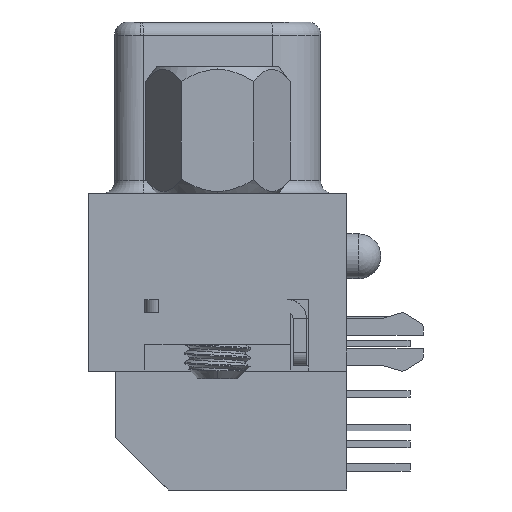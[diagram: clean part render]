
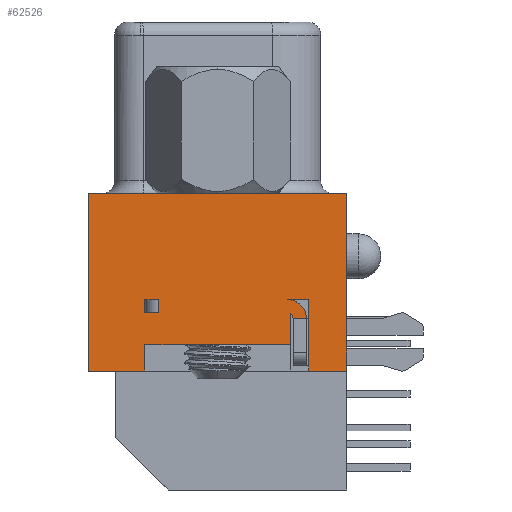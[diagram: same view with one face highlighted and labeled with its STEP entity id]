
A CAD part, left-side view. The second image highlights one B-rep face of the part: STEP entity #62526.
In plain terms, the highlighted planar face has unit normal (-1, 0, 0).
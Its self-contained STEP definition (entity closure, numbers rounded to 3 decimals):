
#130 = CARTESIAN_POINT ( 'NONE',  ( -18.75, 2.25, -10.5 ) ) ;
#874 = LINE ( 'NONE', #10823, #34978 ) ;
#1619 = VECTOR ( 'NONE', #42158, 1000. ) ;
#1752 = DIRECTION ( 'NONE',  ( 0., 0., -1. ) ) ;
#2038 = DIRECTION ( 'NONE',  ( 1., 0., 0. ) ) ;
#2348 = FACE_OUTER_BOUND ( 'NONE', #54230, .T. ) ;
#2968 = CARTESIAN_POINT ( 'NONE',  ( -18.75, 2.75, -12.2 ) ) ;
#3406 = CARTESIAN_POINT ( 'NONE',  ( -18.75, -2.85, -11.2 ) ) ;
#3575 = ORIENTED_EDGE ( 'NONE', *, *, #25935, .F. ) ;
#5065 = ORIENTED_EDGE ( 'NONE', *, *, #16954, .T. ) ;
#5515 = DIRECTION ( 'NONE',  ( 0., -1., 0. ) ) ;
#6301 = VERTEX_POINT ( 'NONE', #37452 ) ;
#6306 = VERTEX_POINT ( 'NONE', #58033 ) ;
#6393 = LINE ( 'NONE', #15710, #21641 ) ;
#6706 = LINE ( 'NONE', #30967, #44911 ) ;
#6863 = EDGE_LOOP ( 'NONE', ( #15234, #23669, #38152, #24844 ) ) ;
#7202 = EDGE_CURVE ( 'NONE', #42443, #39590, #53438, .T. ) ;
#8504 = CARTESIAN_POINT ( 'NONE',  ( -18.75, 2.25, -11. ) ) ;
#9102 = VERTEX_POINT ( 'NONE', #10945 ) ;
#9862 = DIRECTION ( 'NONE',  ( 0., -1., 0. ) ) ;
#10500 = DIRECTION ( 'NONE',  ( 0., 0., 1. ) ) ;
#10513 = LINE ( 'NONE', #50731, #18641 ) ;
#10823 = CARTESIAN_POINT ( 'NONE',  ( -18.75, 2.75, -11. ) ) ;
#10945 = CARTESIAN_POINT ( 'NONE',  ( -18.75, -3.45, -10.5 ) ) ;
#11256 = VERTEX_POINT ( 'NONE', #48280 ) ;
#12841 = VERTEX_POINT ( 'NONE', #31048 ) ;
#13836 = CARTESIAN_POINT ( 'NONE',  ( -18.75, -3.35, -11.2 ) ) ;
#14268 = VECTOR ( 'NONE', #48386, 1000. ) ;
#15234 = ORIENTED_EDGE ( 'NONE', *, *, #56860, .F. ) ;
#15584 = ORIENTED_EDGE ( 'NONE', *, *, #16554, .T. ) ;
#15710 = CARTESIAN_POINT ( 'NONE',  ( -18.75, -4.875, -6.5 ) ) ;
#16554 = EDGE_CURVE ( 'NONE', #29832, #6301, #31432, .T. ) ;
#16904 = CARTESIAN_POINT ( 'NONE',  ( -18.75, 2.75, -10.5 ) ) ;
#16953 = CARTESIAN_POINT ( 'NONE',  ( -18.75, -2.75, -11.027 ) ) ;
#16954 = EDGE_CURVE ( 'NONE', #27721, #22668, #49343, .T. ) ;
#17316 = DIRECTION ( 'NONE',  ( 0., 0., 1. ) ) ;
#17486 = EDGE_CURVE ( 'NONE', #36734, #43407, #51118, .T. ) ;
#17967 = EDGE_CURVE ( 'NONE', #11256, #29832, #10513, .T. ) ;
#18641 = VECTOR ( 'NONE', #5515, 1000. ) ;
#18726 = CARTESIAN_POINT ( 'NONE',  ( -18.75, -2.65, -11.2 ) ) ;
#19404 = DIRECTION ( 'NONE',  ( 0., -1., 0. ) ) ;
#21308 = ORIENTED_EDGE ( 'NONE', *, *, #24767, .T. ) ;
#21641 = VECTOR ( 'NONE', #45945, 1000. ) ;
#22668 = VERTEX_POINT ( 'NONE', #38559 ) ;
#22812 = CARTESIAN_POINT ( 'NONE',  ( -18.75, 2.75, -12.2 ) ) ;
#23151 = VERTEX_POINT ( 'NONE', #29501 ) ;
#23611 = DIRECTION ( 'NONE',  ( 0., 0., -1. ) ) ;
#23669 = ORIENTED_EDGE ( 'NONE', *, *, #37808, .F. ) ;
#23682 = ORIENTED_EDGE ( 'NONE', *, *, #34130, .F. ) ;
#23949 = CARTESIAN_POINT ( 'NONE',  ( -18.75, 2.75, -10.5 ) ) ;
#24207 = DIRECTION ( 'NONE',  ( 1., 0., 0. ) ) ;
#24459 = VERTEX_POINT ( 'NONE', #8504 ) ;
#24476 = EDGE_CURVE ( 'NONE', #9102, #42443, #27779, .T. ) ;
#24767 = EDGE_CURVE ( 'NONE', #9102, #11256, #6706, .T. ) ;
#24844 = ORIENTED_EDGE ( 'NONE', *, *, #55500, .F. ) ;
#25427 = ORIENTED_EDGE ( 'NONE', *, *, #24476, .F. ) ;
#25816 = AXIS2_PLACEMENT_3D ( 'NONE', #33545, #24207, #28233 ) ;
#25935 = EDGE_CURVE ( 'NONE', #27721, #12841, #52698, .T. ) ;
#26116 = DIRECTION ( 'NONE',  ( 0., 0., 1. ) ) ;
#26271 = VECTOR ( 'NONE', #23611, 1000. ) ;
#26385 = ORIENTED_EDGE ( 'NONE', *, *, #17967, .T. ) ;
#27548 = ORIENTED_EDGE ( 'NONE', *, *, #39206, .T. ) ;
#27721 = VERTEX_POINT ( 'NONE', #28024 ) ;
#27779 = LINE ( 'NONE', #48050, #14268 ) ;
#27932 = VERTEX_POINT ( 'NONE', #3406 ) ;
#28024 = CARTESIAN_POINT ( 'NONE',  ( -18.75, 4.875, -13.2 ) ) ;
#28233 = DIRECTION ( 'NONE',  ( 0., 0., 1. ) ) ;
#29080 = CARTESIAN_POINT ( 'NONE',  ( -18.75, -2.65, -10.5 ) ) ;
#29501 = CARTESIAN_POINT ( 'NONE',  ( -18.75, -2.75, -12.2 ) ) ;
#29832 = VERTEX_POINT ( 'NONE', #31544 ) ;
#30967 = CARTESIAN_POINT ( 'NONE',  ( -18.75, -3.45, -10.5 ) ) ;
#31048 = CARTESIAN_POINT ( 'NONE',  ( -18.75, 4.875, -6.5 ) ) ;
#31432 = LINE ( 'NONE', #55704, #55425 ) ;
#31544 = CARTESIAN_POINT ( 'NONE',  ( -18.75, -4.875, -13.2 ) ) ;
#31946 = FACE_BOUND ( 'NONE', #6863, .T. ) ;
#32647 = LINE ( 'NONE', #42297, #57749 ) ;
#33545 = CARTESIAN_POINT ( 'NONE',  ( -18.75, -2.65, -11.2 ) ) ;
#34034 = EDGE_CURVE ( 'NONE', #6301, #12841, #6393, .T. ) ;
#34107 = DIRECTION ( 'NONE',  ( 0., -1., 0. ) ) ;
#34130 = EDGE_CURVE ( 'NONE', #45248, #22668, #32647, .T. ) ;
#34351 = DIRECTION ( 'NONE',  ( 0., 0., 1. ) ) ;
#34978 = VECTOR ( 'NONE', #9862, 1000. ) ;
#35017 = VECTOR ( 'NONE', #57320, 1000. ) ;
#36079 = LINE ( 'NONE', #44755, #64560 ) ;
#36280 = DIRECTION ( 'NONE',  ( 0., 0., -1. ) ) ;
#36734 = VERTEX_POINT ( 'NONE', #130 ) ;
#36740 = LINE ( 'NONE', #41066, #35017 ) ;
#36933 = ORIENTED_EDGE ( 'NONE', *, *, #39752, .T. ) ;
#37066 = VECTOR ( 'NONE', #34107, 1000. ) ;
#37107 = DIRECTION ( 'NONE',  ( 0., 0., 1. ) ) ;
#37417 = CARTESIAN_POINT ( 'NONE',  ( -18.75, 2.75, -10.5 ) ) ;
#37452 = CARTESIAN_POINT ( 'NONE',  ( -18.75, -4.875, -6.5 ) ) ;
#37808 = EDGE_CURVE ( 'NONE', #43407, #6306, #63494, .T. ) ;
#38152 = ORIENTED_EDGE ( 'NONE', *, *, #17486, .F. ) ;
#38559 = CARTESIAN_POINT ( 'NONE',  ( -18.75, 2.75, -13.2 ) ) ;
#39099 = LINE ( 'NONE', #13836, #37066 ) ;
#39206 = EDGE_CURVE ( 'NONE', #55098, #27932, #63514, .T. ) ;
#39323 = DIRECTION ( 'NONE',  ( 1., 0., 0. ) ) ;
#39590 = VERTEX_POINT ( 'NONE', #46913 ) ;
#39752 = EDGE_CURVE ( 'NONE', #27932, #39590, #39099, .T. ) ;
#40919 = EDGE_CURVE ( 'NONE', #23151, #55098, #36740, .T. ) ;
#41066 = CARTESIAN_POINT ( 'NONE',  ( -18.75, -2.75, -12.2 ) ) ;
#41374 = ORIENTED_EDGE ( 'NONE', *, *, #52488, .T. ) ;
#41938 = CARTESIAN_POINT ( 'NONE',  ( -18.75, 2.75, -12.2 ) ) ;
#42158 = DIRECTION ( 'NONE',  ( 0., 1., 0. ) ) ;
#42297 = CARTESIAN_POINT ( 'NONE',  ( -18.75, 2.75, -10.5 ) ) ;
#42443 = VERTEX_POINT ( 'NONE', #29080 ) ;
#43229 = AXIS2_PLACEMENT_3D ( 'NONE', #41938, #2038, #17316 ) ;
#43407 = VERTEX_POINT ( 'NONE', #37417 ) ;
#44198 = VECTOR ( 'NONE', #37107, 1000. ) ;
#44381 = VECTOR ( 'NONE', #49381, 1000. ) ;
#44674 = CARTESIAN_POINT ( 'NONE',  ( -18.75, 43.625, -13.2 ) ) ;
#44755 = CARTESIAN_POINT ( 'NONE',  ( -18.75, 2.25, -11. ) ) ;
#44911 = VECTOR ( 'NONE', #36280, 1000. ) ;
#45248 = VERTEX_POINT ( 'NONE', #2968 ) ;
#45508 = ORIENTED_EDGE ( 'NONE', *, *, #34034, .T. ) ;
#45945 = DIRECTION ( 'NONE',  ( 0., 1., 0. ) ) ;
#46913 = CARTESIAN_POINT ( 'NONE',  ( -18.75, -3.35, -11.2 ) ) ;
#48050 = CARTESIAN_POINT ( 'NONE',  ( -18.75, 2.75, -10.5 ) ) ;
#48280 = CARTESIAN_POINT ( 'NONE',  ( -18.75, -3.45, -13.2 ) ) ;
#48386 = DIRECTION ( 'NONE',  ( 0., 1., 0. ) ) ;
#48727 = LINE ( 'NONE', #22812, #44381 ) ;
#49343 = LINE ( 'NONE', #44674, #62870 ) ;
#49381 = DIRECTION ( 'NONE',  ( 0., -1., 0. ) ) ;
#50731 = CARTESIAN_POINT ( 'NONE',  ( -18.75, 43.625, -13.2 ) ) ;
#50804 = AXIS2_PLACEMENT_3D ( 'NONE', #18726, #39323, #34351 ) ;
#51118 = LINE ( 'NONE', #16904, #1619 ) ;
#52206 = PLANE ( 'NONE',  #43229 ) ;
#52488 = EDGE_CURVE ( 'NONE', #45248, #23151, #48727, .T. ) ;
#52698 = LINE ( 'NONE', #62340, #44198 ) ;
#53438 = CIRCLE ( 'NONE', #25816, 0.7 ) ;
#53468 = ORIENTED_EDGE ( 'NONE', *, *, #40919, .T. ) ;
#54230 = EDGE_LOOP ( 'NONE', ( #63767, #25427, #21308, #26385, #15584, #45508, #3575, #5065, #23682, #41374, #53468, #27548, #36933 ) ) ;
#55098 = VERTEX_POINT ( 'NONE', #16953 ) ;
#55425 = VECTOR ( 'NONE', #26116, 1000. ) ;
#55500 = EDGE_CURVE ( 'NONE', #24459, #36734, #36079, .T. ) ;
#55704 = CARTESIAN_POINT ( 'NONE',  ( -18.75, -4.875, -56.447 ) ) ;
#56860 = EDGE_CURVE ( 'NONE', #6306, #24459, #874, .T. ) ;
#57320 = DIRECTION ( 'NONE',  ( 0., 0., 1. ) ) ;
#57749 = VECTOR ( 'NONE', #1752, 1000. ) ;
#58033 = CARTESIAN_POINT ( 'NONE',  ( -18.75, 2.75, -11. ) ) ;
#62340 = CARTESIAN_POINT ( 'NONE',  ( -18.75, 4.875, -56.447 ) ) ;
#62526 = ADVANCED_FACE ( 'NONE', ( #2348, #31946 ), #52206, .F. ) ;
#62870 = VECTOR ( 'NONE', #19404, 1000. ) ;
#63494 = LINE ( 'NONE', #23949, #26271 ) ;
#63514 = CIRCLE ( 'NONE', #50804, 0.2 ) ;
#63767 = ORIENTED_EDGE ( 'NONE', *, *, #7202, .F. ) ;
#64560 = VECTOR ( 'NONE', #10500, 1000. ) ;
